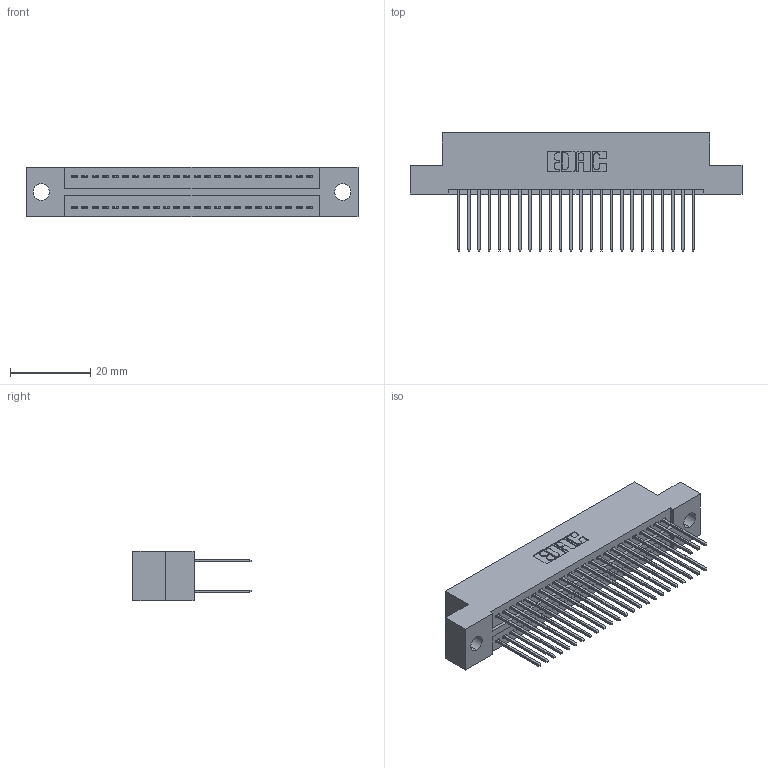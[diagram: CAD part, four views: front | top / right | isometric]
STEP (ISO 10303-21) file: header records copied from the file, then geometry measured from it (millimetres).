
FILE_DESCRIPTION (( 'STEP AP203' ), '1' );
FILE_NAME ('325-048-540-209.STEP', '2020-02-24T23:33:11', ( '' ), ( '' ), 'SwSTEP 2.0', 'SolidWorks 2016', '' );
FILE_SCHEMA (( 'CONFIG_CONTROL_DESIGN' ));
Length unit declared in the file: inch
Products named in the file (3): 325-048-540-209; 325 Part_.160 TH; 325-292-001_325-293-140
Assembly tree (49 placements, depth 2):
  325-048-540-209
    325 Part_.160 TH
    325-292-001_325-293-140  x48
Bounding box: 82.68 x 29.46 x 12.45 mm (x, y, z)
Volume: 10463 mm3; surface area: 13023.8 mm2
Topology: 49 solids, 49 shells, 2610 faces, 7751 edges, 5102 vertices
Faces by surface type: plane 1798, cylinder 812
Entity records: 17789 total; most frequent: CARTESIAN_POINT 2970, ORIENTED_EDGE 2906, DIRECTION 2569, EDGE_CURVE 1453, VECTOR 1325, LINE 1325, VERTEX_POINT 966, AXIS2_PLACEMENT_3D 622
